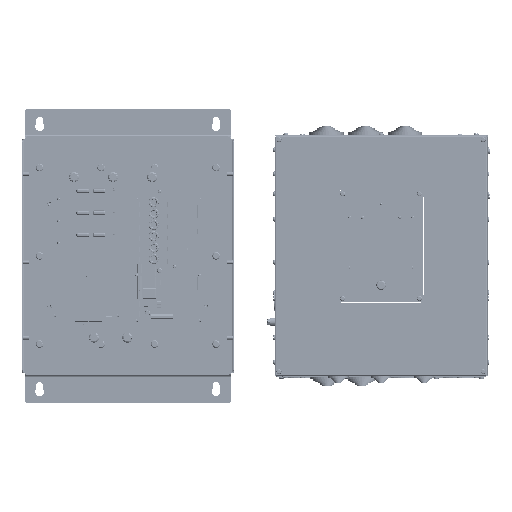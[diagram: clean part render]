
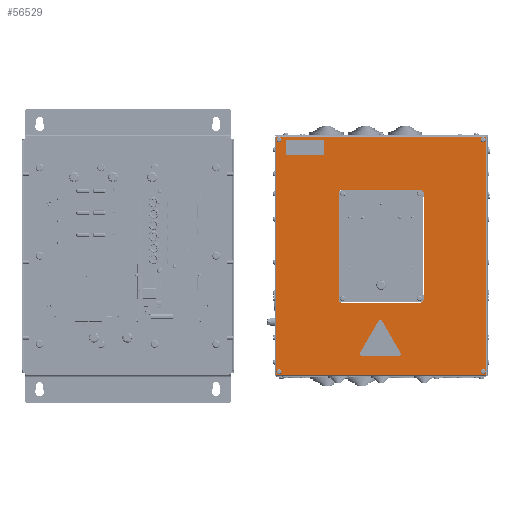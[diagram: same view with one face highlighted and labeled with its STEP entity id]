
A CAD part, top view. The second image highlights one B-rep face of the part: STEP entity #56529.
In plain terms, the highlighted planar face has unit normal (0, 0, 1).
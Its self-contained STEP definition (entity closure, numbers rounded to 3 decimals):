
#56529=ADVANCED_FACE('',(#93609,#93611,#93613,#93615,#93617,#93619),#93621,.T.);
#93609=FACE_BOUND('',#93610,.T.);
#93610=EDGE_LOOP('',(#143915,#143916,#143917,#143918));
#93611=FACE_BOUND('',#93612,.T.);
#93612=EDGE_LOOP('',(#143919,#143920,#143921,#143922,#143923,#143924,#143925,#143926));
#93613=FACE_BOUND('',#93614,.T.);
#93614=EDGE_LOOP('',(#143927));
#93615=FACE_BOUND('',#93616,.T.);
#93616=EDGE_LOOP('',(#143928));
#93617=FACE_BOUND('',#93618,.T.);
#93618=EDGE_LOOP('',(#143929));
#93619=FACE_BOUND('',#93620,.T.);
#93620=EDGE_LOOP('',(#143930));
#93621=PLANE('',#93622);
#93622=AXIS2_PLACEMENT_3D('',#93623,#93624,#93625);
#93623=CARTESIAN_POINT('',(420.924,585.762,330.977));
#93624=DIRECTION('',(0.,0.,1.));
#93625=DIRECTION('',(1.,0.,0.));
#143915=ORIENTED_EDGE('',*,*,#187491,.T.);
#143916=ORIENTED_EDGE('',*,*,#187492,.T.);
#143917=ORIENTED_EDGE('',*,*,#187493,.T.);
#143918=ORIENTED_EDGE('',*,*,#187504,.T.);
#143919=ORIENTED_EDGE('',*,*,#187505,.F.);
#143920=ORIENTED_EDGE('',*,*,#187506,.T.);
#143921=ORIENTED_EDGE('',*,*,#187507,.F.);
#143922=ORIENTED_EDGE('',*,*,#187508,.T.);
#143923=ORIENTED_EDGE('',*,*,#187509,.F.);
#143924=ORIENTED_EDGE('',*,*,#187510,.T.);
#143925=ORIENTED_EDGE('',*,*,#187511,.F.);
#143926=ORIENTED_EDGE('',*,*,#187512,.T.);
#143927=ORIENTED_EDGE('',*,*,#187513,.T.);
#143928=ORIENTED_EDGE('',*,*,#187514,.T.);
#143929=ORIENTED_EDGE('',*,*,#187515,.T.);
#143930=ORIENTED_EDGE('',*,*,#187516,.T.);
#187491=EDGE_CURVE('',#225084,#225085,#225086,.T.);
#187492=EDGE_CURVE('',#225085,#225087,#225088,.T.);
#187493=EDGE_CURVE('',#225087,#225089,#225090,.T.);
#187504=EDGE_CURVE('',#225089,#225084,#225091,.T.);
#187505=EDGE_CURVE('',#225092,#225093,#225094,.F.);
#187506=EDGE_CURVE('',#225092,#225095,#225096,.F.);
#187507=EDGE_CURVE('',#225097,#225095,#225098,.F.);
#187508=EDGE_CURVE('',#225097,#225099,#225100,.F.);
#187509=EDGE_CURVE('',#225101,#225099,#225102,.F.);
#187510=EDGE_CURVE('',#225101,#225103,#225104,.F.);
#187511=EDGE_CURVE('',#225105,#225103,#225106,.F.);
#187512=EDGE_CURVE('',#225105,#225093,#225107,.F.);
#187513=EDGE_CURVE('',#225108,#225108,#225109,.F.);
#187514=EDGE_CURVE('',#225110,#225110,#225111,.F.);
#187515=EDGE_CURVE('',#225112,#225112,#225113,.F.);
#187516=EDGE_CURVE('',#225114,#225114,#225115,.F.);
#225084=VERTEX_POINT('',#280071);
#225085=VERTEX_POINT('',#280072);
#225086=LINE('',#280073,#280074);
#225087=VERTEX_POINT('',#280076);
#225088=LINE('',#280077,#280078);
#225089=VERTEX_POINT('',#280080);
#225090=LINE('',#280081,#280082);
#225091=LINE('',#280084,#280085);
#225092=VERTEX_POINT('',#280087);
#225093=VERTEX_POINT('',#280088);
#225094=CIRCLE('',#280089,5.);
#225095=VERTEX_POINT('',#280093);
#225096=LINE('',#280094,#280095);
#225097=VERTEX_POINT('',#280097);
#225098=CIRCLE('',#280098,5.);
#225099=VERTEX_POINT('',#280102);
#225100=LINE('',#280103,#280104);
#225101=VERTEX_POINT('',#280106);
#225102=CIRCLE('',#280107,5.);
#225103=VERTEX_POINT('',#280111);
#225104=LINE('',#280112,#280113);
#225105=VERTEX_POINT('',#280115);
#225106=CIRCLE('',#280116,5.);
#225107=LINE('',#280120,#280121);
#225108=VERTEX_POINT('',#280123);
#225109=CIRCLE('',#280124,2.5);
#225110=VERTEX_POINT('',#280128);
#225111=CIRCLE('',#280129,2.5);
#225112=VERTEX_POINT('',#280133);
#225113=CIRCLE('',#280134,2.5);
#225114=VERTEX_POINT('',#280138);
#225115=CIRCLE('',#280139,2.5);
#280071=CARTESIAN_POINT('',(756.624,206.062,330.977));
#280072=CARTESIAN_POINT('',(756.624,583.462,330.977));
#280073=CARTESIAN_POINT('',(756.624,206.062,330.977));
#280074=VECTOR('',#280075,1.);
#280075=DIRECTION('',(0.,1.,0.));
#280076=CARTESIAN_POINT('',(423.224,583.462,330.977));
#280077=CARTESIAN_POINT('',(756.624,583.462,330.977));
#280078=VECTOR('',#280079,1.);
#280079=DIRECTION('',(-1.,0.,0.));
#280080=CARTESIAN_POINT('',(423.224,206.062,330.977));
#280081=CARTESIAN_POINT('',(423.224,583.462,330.977));
#280082=VECTOR('',#280083,1.);
#280083=DIRECTION('',(0.,-1.,0.));
#280084=CARTESIAN_POINT('',(423.224,206.062,330.977));
#280085=VECTOR('',#280086,1.);
#280086=DIRECTION('',(1.,0.,0.));
#280087=CARTESIAN_POINT('',(527.424,499.262,330.977));
#280088=CARTESIAN_POINT('',(522.424,494.262,330.977));
#280089=AXIS2_PLACEMENT_3D('',#280090,#280091,#280092);
#280090=CARTESIAN_POINT('',(527.424,494.262,330.977));
#280091=DIRECTION('',(0.,0.,-1.));
#280092=DIRECTION('',(-1.,0.,0.));
#280093=CARTESIAN_POINT('',(652.424,499.262,330.977));
#280094=CARTESIAN_POINT('',(652.424,499.262,330.977));
#280095=VECTOR('',#280096,1.);
#280096=DIRECTION('',(-1.,0.,0.));
#280097=CARTESIAN_POINT('',(657.424,494.262,330.977));
#280098=AXIS2_PLACEMENT_3D('',#280099,#280100,#280101);
#280099=CARTESIAN_POINT('',(652.424,494.262,330.977));
#280100=DIRECTION('',(0.,0.,-1.));
#280101=DIRECTION('',(0.,1.,0.));
#280102=CARTESIAN_POINT('',(657.424,325.262,330.977));
#280103=CARTESIAN_POINT('',(657.424,325.262,330.977));
#280104=VECTOR('',#280105,1.);
#280105=DIRECTION('',(0.,1.,0.));
#280106=CARTESIAN_POINT('',(652.424,320.262,330.977));
#280107=AXIS2_PLACEMENT_3D('',#280108,#280109,#280110);
#280108=CARTESIAN_POINT('',(652.424,325.262,330.977));
#280109=DIRECTION('',(0.,0.,-1.));
#280110=DIRECTION('',(1.,0.,0.));
#280111=CARTESIAN_POINT('',(527.424,320.262,330.977));
#280112=CARTESIAN_POINT('',(527.424,320.262,330.977));
#280113=VECTOR('',#280114,1.);
#280114=DIRECTION('',(1.,0.,0.));
#280115=CARTESIAN_POINT('',(522.424,325.262,330.977));
#280116=AXIS2_PLACEMENT_3D('',#280117,#280118,#280119);
#280117=CARTESIAN_POINT('',(527.424,325.262,330.977));
#280118=DIRECTION('',(0.,0.,-1.));
#280119=DIRECTION('',(0.,-1.,0.));
#280120=CARTESIAN_POINT('',(522.424,494.262,330.977));
#280121=VECTOR('',#280122,1.);
#280122=DIRECTION('',(0.,-1.,0.));
#280123=CARTESIAN_POINT('',(749.424,578.762,330.977));
#280124=AXIS2_PLACEMENT_3D('',#280125,#280126,#280127);
#280125=CARTESIAN_POINT('',(751.924,578.762,330.977));
#280126=DIRECTION('',(0.,0.,1.));
#280127=DIRECTION('',(-1.,0.,0.));
#280128=CARTESIAN_POINT('',(749.424,210.762,330.977));
#280129=AXIS2_PLACEMENT_3D('',#280130,#280131,#280132);
#280130=CARTESIAN_POINT('',(751.924,210.762,330.977));
#280131=DIRECTION('',(0.,0.,1.));
#280132=DIRECTION('',(-1.,0.,0.));
#280133=CARTESIAN_POINT('',(425.424,578.762,330.977));
#280134=AXIS2_PLACEMENT_3D('',#280135,#280136,#280137);
#280135=CARTESIAN_POINT('',(427.924,578.762,330.977));
#280136=DIRECTION('',(0.,0.,1.));
#280137=DIRECTION('',(-1.,0.,0.));
#280138=CARTESIAN_POINT('',(425.424,210.762,330.977));
#280139=AXIS2_PLACEMENT_3D('',#280140,#280141,#280142);
#280140=CARTESIAN_POINT('',(427.924,210.762,330.977));
#280141=DIRECTION('',(0.,0.,1.));
#280142=DIRECTION('',(-1.,0.,0.));
